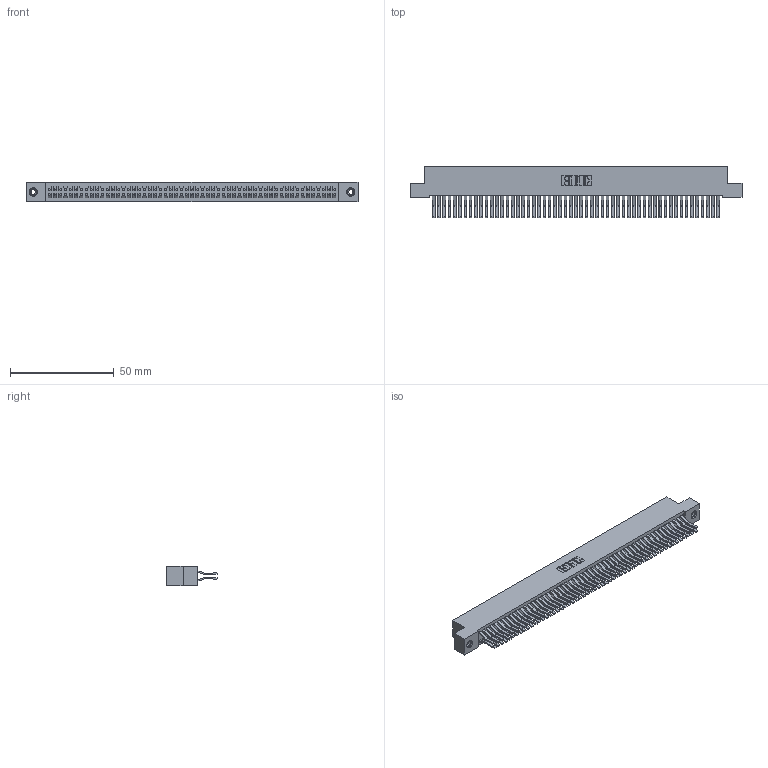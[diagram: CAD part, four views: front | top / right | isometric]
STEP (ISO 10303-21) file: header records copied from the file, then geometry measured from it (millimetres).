
FILE_DESCRIPTION (( 'STEP AP203' ), '1' );
FILE_NAME ('392-110-560-208.STEP', '2018-08-18T22:11:03', ( '' ), ( '' ), 'SwSTEP 2.0', 'SolidWorks 2016', '' );
FILE_SCHEMA (( 'CONFIG_CONTROL_DESIGN' ));
Length unit declared in the file: inch
Products named in the file (4): 392-110-560-208; 342 Part_TI; 345-292-001_560 Tail; 345-250-001_345-250-003-102
Assembly tree (113 placements, depth 2):
  392-110-560-208
    342 Part_TI
    345-292-001_560 Tail  x110
    345-250-001_345-250-003-102  x2
Bounding box: 160.02 x 24.78 x 9.4 mm (x, y, z)
Volume: 15155.8 mm3; surface area: 26732.2 mm2
Topology: 113 solids, 113 shells, 6110 faces, 18145 edges, 11942 vertices
Faces by surface type: plane 4058, cylinder 2036, cone 12, torus 4
Entity records: 34844 total; most frequent: CARTESIAN_POINT 5741, ORIENTED_EDGE 5670, DIRECTION 4917, EDGE_CURVE 2835, VECTOR 2683, LINE 2683, VERTEX_POINT 1884, AXIS2_PLACEMENT_3D 1117
